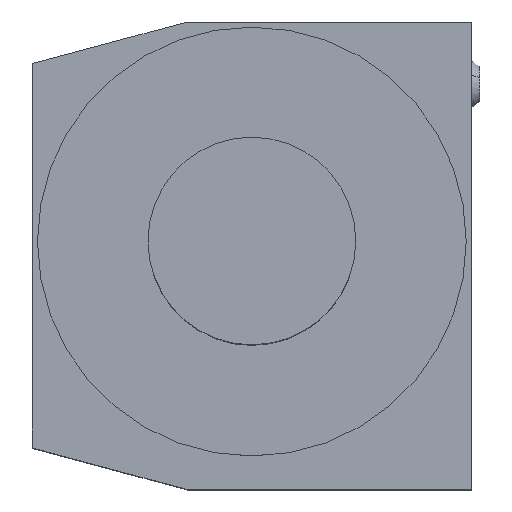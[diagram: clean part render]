
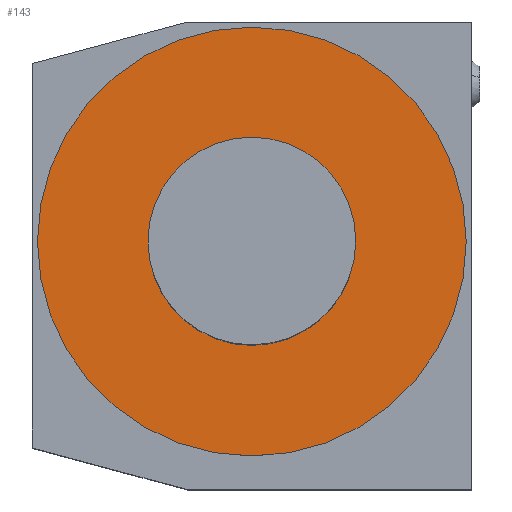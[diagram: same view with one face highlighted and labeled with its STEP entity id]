
A CAD part, top view. The second image highlights one B-rep face of the part: STEP entity #143.
In plain terms, the highlighted planar face has unit normal (0, 0, 1).
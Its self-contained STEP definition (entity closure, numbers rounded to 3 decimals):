
#143=ADVANCED_FACE('',(#182,#183),#165,.F.);
#165=PLANE('',#469);
#182=FACE_BOUND('',#190,.T.);
#183=FACE_BOUND('',#191,.T.);
#190=EDGE_LOOP('',(#216,#217));
#191=EDGE_LOOP('',(#218,#219));
#216=ORIENTED_EDGE('',*,*,#359,.T.);
#217=ORIENTED_EDGE('',*,*,#360,.T.);
#218=ORIENTED_EDGE('',*,*,#361,.T.);
#219=ORIENTED_EDGE('',*,*,#362,.T.);
#322=VERTEX_POINT('',#632);
#323=VERTEX_POINT('',#633);
#324=VERTEX_POINT('',#636);
#325=VERTEX_POINT('',#637);
#359=EDGE_CURVE('',#322,#323,#412,.T.);
#360=EDGE_CURVE('',#323,#322,#413,.T.);
#361=EDGE_CURVE('',#324,#325,#414,.T.);
#362=EDGE_CURVE('',#325,#324,#415,.T.);
#412=CIRCLE('',#465,41.5);
#413=CIRCLE('',#466,41.5);
#414=CIRCLE('',#467,20.1);
#415=CIRCLE('',#468,20.1);
#465=AXIS2_PLACEMENT_3D('',#631,#514,#515);
#466=AXIS2_PLACEMENT_3D('',#634,#516,#517);
#467=AXIS2_PLACEMENT_3D('',#635,#518,#519);
#468=AXIS2_PLACEMENT_3D('',#638,#520,#521);
#469=AXIS2_PLACEMENT_3D('',#639,#522,#523);
#514=DIRECTION('',(0.,0.,1.));
#515=DIRECTION('',(0.,1.,0.));
#516=DIRECTION('',(0.,0.,1.));
#517=DIRECTION('',(0.,1.,0.));
#518=DIRECTION('',(0.,0.,-1.));
#519=DIRECTION('',(0.,1.,0.));
#520=DIRECTION('',(0.,0.,-1.));
#521=DIRECTION('',(0.,1.,0.));
#522=DIRECTION('',(0.,0.,-1.));
#523=DIRECTION('',(0.,1.,0.));
#631=CARTESIAN_POINT('',(0.,0.,0.));
#632=CARTESIAN_POINT('',(0.,41.5,0.));
#633=CARTESIAN_POINT('',(0.,-41.5,0.));
#634=CARTESIAN_POINT('',(0.,0.,0.));
#635=CARTESIAN_POINT('',(0.,0.,0.));
#636=CARTESIAN_POINT('',(0.,-20.1,0.));
#637=CARTESIAN_POINT('',(0.,20.1,0.));
#638=CARTESIAN_POINT('',(0.,0.,0.));
#639=CARTESIAN_POINT('',(0.,41.5,0.));
